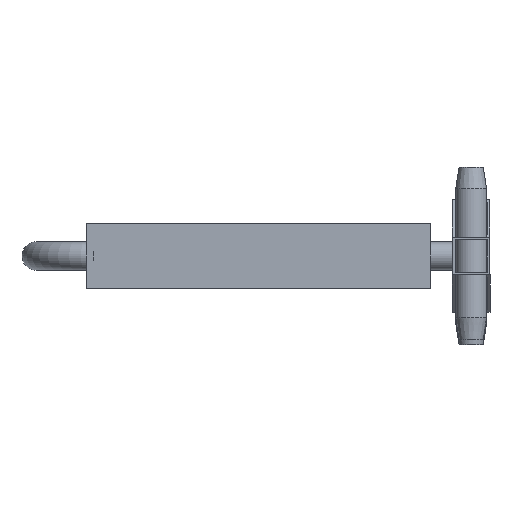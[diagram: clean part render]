
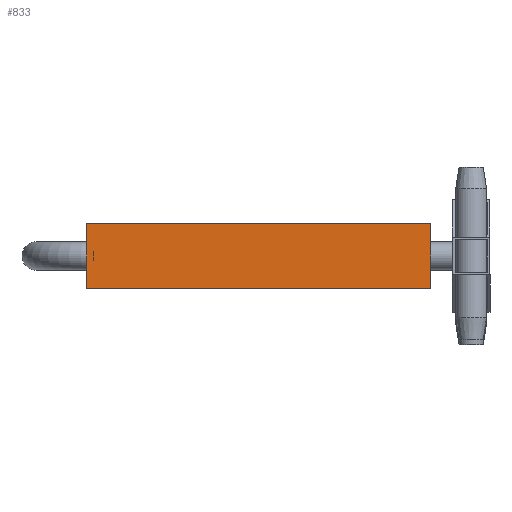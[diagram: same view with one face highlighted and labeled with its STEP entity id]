
A CAD part, front view. The second image highlights one B-rep face of the part: STEP entity #833.
In plain terms, the highlighted planar face has unit normal (0, -1, 0).
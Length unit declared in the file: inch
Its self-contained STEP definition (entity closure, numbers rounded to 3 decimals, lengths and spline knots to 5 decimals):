
#89=LINE('',#1469,#149);
#93=LINE('',#1477,#153);
#96=LINE('',#1483,#156);
#99=LINE('',#1488,#159);
#149=VECTOR('',#1234,39.37008);
#153=VECTOR('',#1240,39.37008);
#156=VECTOR('',#1245,39.37008);
#159=VECTOR('',#1250,39.37008);
#202=PLANE('',#1055);
#293=FACE_OUTER_BOUND('',#382,.T.);
#382=EDGE_LOOP('',(#723,#724,#725,#726));
#479=VERTEX_POINT('',#1467);
#480=VERTEX_POINT('',#1468);
#483=VERTEX_POINT('',#1476);
#485=VERTEX_POINT('',#1482);
#559=EDGE_CURVE('',#479,#480,#89,.T.);
#563=EDGE_CURVE('',#480,#483,#93,.T.);
#566=EDGE_CURVE('',#483,#485,#96,.T.);
#569=EDGE_CURVE('',#485,#479,#99,.T.);
#723=ORIENTED_EDGE('',*,*,#559,.F.);
#724=ORIENTED_EDGE('',*,*,#569,.F.);
#725=ORIENTED_EDGE('',*,*,#566,.F.);
#726=ORIENTED_EDGE('',*,*,#563,.F.);
#833=ADVANCED_FACE('',(#293),#202,.T.);
#1055=AXIS2_PLACEMENT_3D('',#1491,#1254,#1255);
#1234=DIRECTION('',(0.,0.,1.));
#1240=DIRECTION('',(1.,0.,0.));
#1245=DIRECTION('',(0.,0.,-1.));
#1250=DIRECTION('',(-1.,0.,0.));
#1254=DIRECTION('center_axis',(0.,-1.,0.));
#1255=DIRECTION('ref_axis',(0.,0.,-1.));
#1467=CARTESIAN_POINT('',(0.,0.,-3.));
#1468=CARTESIAN_POINT('',(0.,0.,0.));
#1469=CARTESIAN_POINT('',(0.,0.,0.));
#1476=CARTESIAN_POINT('',(16.,0.,0.));
#1477=CARTESIAN_POINT('',(0.,0.,0.));
#1482=CARTESIAN_POINT('',(16.,0.,-3.));
#1483=CARTESIAN_POINT('',(16.,0.,0.));
#1488=CARTESIAN_POINT('',(0.,0.,-3.));
#1491=CARTESIAN_POINT('Origin',(0.,0.,0.));
